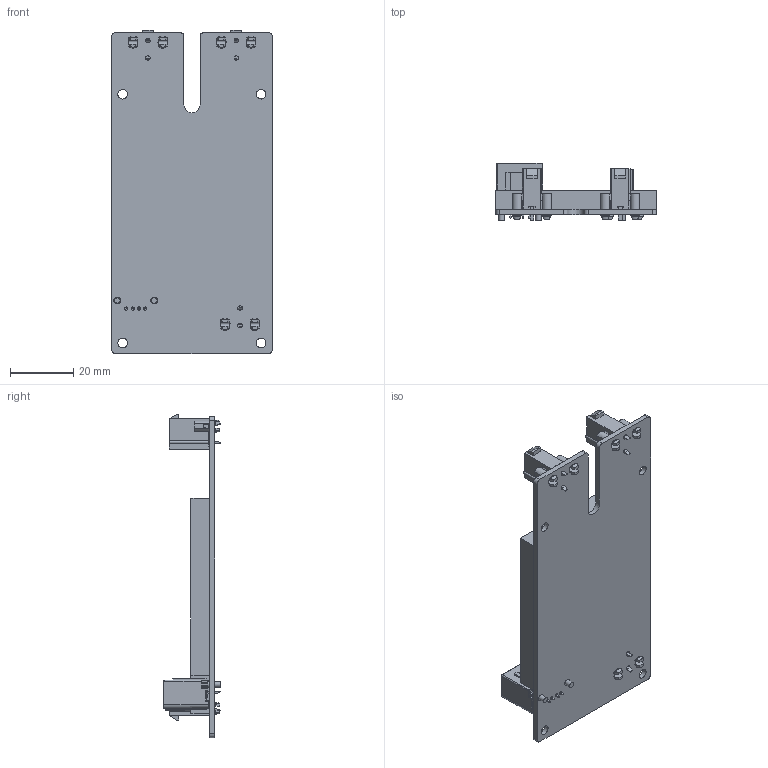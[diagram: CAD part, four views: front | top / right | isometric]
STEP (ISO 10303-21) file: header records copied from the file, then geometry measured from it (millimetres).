
FILE_DESCRIPTION(/* description */ (''),/* implementation_level */ '2;1');
FILE_NAME(/* name */ 'Untitled.step',/* time_stamp */ '2017-11-28T12:20:08-05:00',/* author */ (''),/* organization */ (''),/* preprocessor_version */ 'ST-DEVELOPER v16.13',/* originating_system */ 'Autodesk Translation Framework v6.5.0.72',/* authorisation */ '');
FILE_SCHEMA (('AUTOMOTIVE_DESIGN { 1 0 10303 214 3 1 1 }'));
Length unit declared in the file: millimetre
Products named in the file (2): Untitled; Component1
Assembly tree (1 placements, depth 2):
  Untitled
    Component1
Bounding box: 50.8 x 18.33 x 102.27 mm (x, y, z)
Volume: 28661 mm3; surface area: 23094.9 mm2
Topology: 6 solids, 6 shells, 1000 faces, 2600 edges, 1614 vertices
Faces by surface type: plane 605, cylinder 274, bspline 73, sphere 34, cone 12, torus 2
Full cylindrical faces by diameter (mm): 0.998 x1, 0.999 x3, 1.397 x2, 1.398 x2, 1.399 x1, 1.403 x1, 1.76 x2, 2.147 x2, 2.985 x1, 2.997 x1, 2.998 x1, 3 x1, 3.003 x2, 3.046 x2, 3.048 x1, 3.049 x1
Entity records: 37377 total; most frequent: CARTESIAN_POINT 12940, ORIENTED_EDGE 5144, DIRECTION 4921, EDGE_CURVE 2572, LINE 1837, VECTOR 1837, VERTEX_POINT 1614, AXIS2_PLACEMENT_3D 1542
